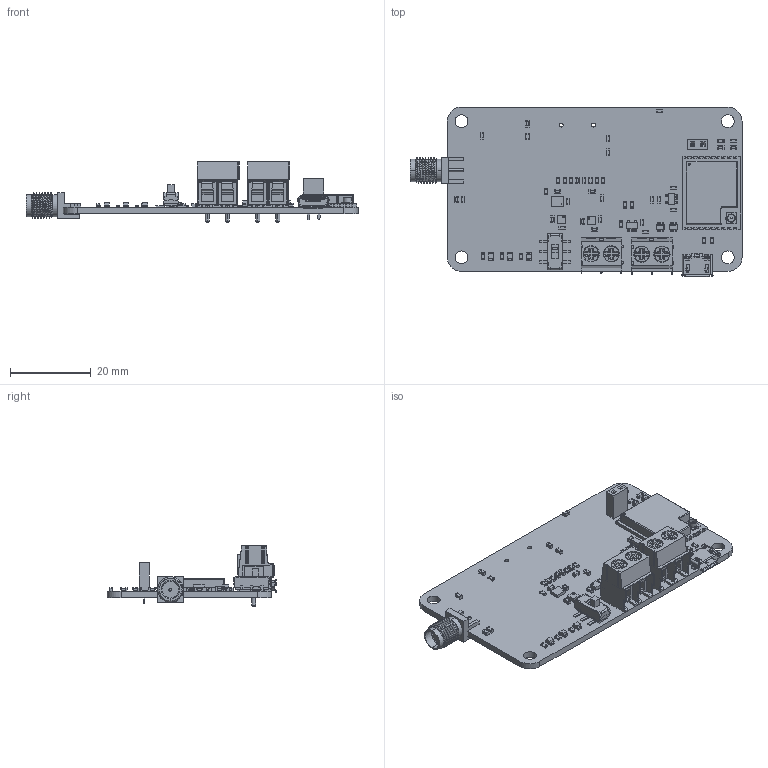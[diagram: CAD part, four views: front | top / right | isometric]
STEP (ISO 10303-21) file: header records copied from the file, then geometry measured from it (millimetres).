
FILE_DESCRIPTION(('KiCad electronic assembly'),'2;1');
FILE_NAME('stargazer.step','2024-07-02T14:48:19',('Pcbnew'),('Kicad'), 'Open CASCADE STEP processor 7.8','KiCad to STEP converter','Unknown' );
FILE_SCHEMA(('AUTOMOTIVE_DESIGN { 1 0 10303 214 1 1 1 1 }'));
Length unit declared in the file: millimetre
Products named in the file (28): stargazer 1; ESP32-C3-WROOM-02U; R_0603_1608Metric; 1935161; C_0603_1608Metric; JS202011SCQN; LGA-12_2x2mm_P0.5mm; LGA_12_2x2mm_P05mm; SOT-23-5; SOT_23_5; LGA-14_3x2.5mm_P0.5mm_LayoutBorder3x4y; LGA_14_3x25mm_P05mm_LayoutBorder3x4y; DCK0006A; DCK0006A_ASM; PinSocket_1x02_P2.54mm_Vertical; PinSocket_1x02_P254mm_Vertical; CON-SMA-EDGE-S; LED_0805_2012Metric; 10118193-0001LF; stargazer_PCB
Assembly tree (75 placements, depth 3):
  stargazer 1
    ESP32-C3-WROOM-02U
      ESP32-C3-WROOM-02U
    R_0603_1608Metric  x17
      R_0603_1608Metric
    1935161  x2
      1935161
    C_0603_1608Metric  x27
      C_0603_1608Metric
    JS202011SCQN
      JS202011SCQN
    LGA-12_2x2mm_P0.5mm  x2
      LGA_12_2x2mm_P05mm
    SOT-23-5  x2
      SOT_23_5
    LGA-14_3x2.5mm_P0.5mm_LayoutBorder3x4y
      LGA_14_3x25mm_P05mm_LayoutBorder3x4y
    DCK0006A  x2
      DCK0006A_ASM
    PinSocket_1x02_P2.54mm_Vertical
      PinSocket_1x02_P254mm_Vertical
    CON-SMA-EDGE-S
      CON-SMA-EDGE-S
    LED_0805_2012Metric  x3
      LED_0805_2012Metric
    10118193-0001LF
      10118193-0001LF
    stargazer_PCB
Bounding box: 82.27 x 42.09 x 14.9 mm (x, y, z)
Volume: 6916.8 mm3; surface area: 12417.9 mm2
Topology: 142 solids, 142 shells, 3955 faces, 9869 edges, 6306 vertices
Faces by surface type: plane 2661, cylinder 1121, bspline 65, cone 59, sphere 22, torus 19, revolution 8
Full cylindrical faces by diameter (mm): 0.2 x13, 0.35 x2, 0.4 x1, 0.5 x1, 0.991 x2, 1 x2, 1.3 x4, 1.8 x1, 2 x2, 3.2 x4
Entity records: 70303 total; most frequent: CARTESIAN_POINT 12594, ORIENTED_EDGE 10438, DIRECTION 10380, EDGE_CURVE 5219, LINE 4064, VECTOR 4064, VERTEX_POINT 3294, AXIS2_PLACEMENT_3D 3156
